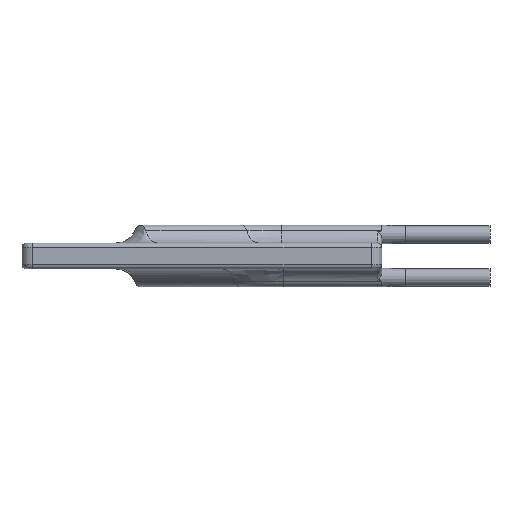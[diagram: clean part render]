
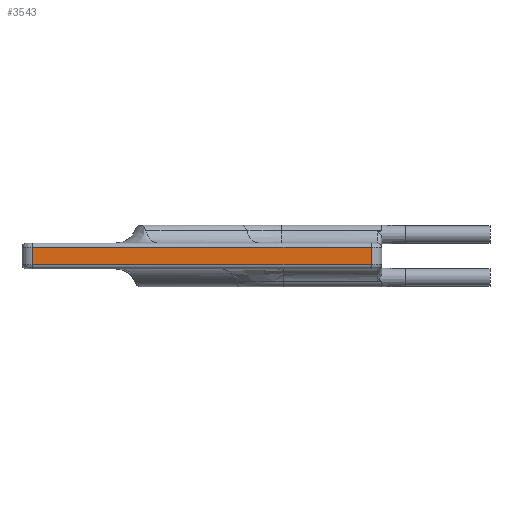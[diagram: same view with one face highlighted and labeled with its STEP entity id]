
A CAD part, left-side view. The second image highlights one B-rep face of the part: STEP entity #3543.
In plain terms, the highlighted planar face has unit normal (-1, 0, 0).
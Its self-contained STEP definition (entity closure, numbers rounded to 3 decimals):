
#232 = CARTESIAN_POINT ( 'NONE',  ( -5.6, 8.005, 0.409 ) ) ;
#498 = FACE_OUTER_BOUND ( 'NONE', #4154, .T. ) ;
#728 = CARTESIAN_POINT ( 'NONE',  ( -5.6, 4.253, -0.409 ) ) ;
#779 = VERTEX_POINT ( 'NONE', #232 ) ;
#906 = DIRECTION ( 'NONE',  ( 0., 1., 0. ) ) ;
#1002 = CARTESIAN_POINT ( 'NONE',  ( -5.6, 8.505, 0. ) ) ;
#1086 = CARTESIAN_POINT ( 'NONE',  ( -5.6, -8.005, -0.409 ) ) ;
#1090 = VECTOR ( 'NONE', #906, 1000. ) ;
#1101 = AXIS2_PLACEMENT_3D ( 'NONE', #1002, #2724, #4475 ) ;
#1179 = LINE ( 'NONE', #728, #2626 ) ;
#1324 = EDGE_CURVE ( 'NONE', #4771, #779, #3058, .T. ) ;
#1356 = CARTESIAN_POINT ( 'NONE',  ( -5.6, -8.005, 0. ) ) ;
#1379 = CARTESIAN_POINT ( 'NONE',  ( -5.6, 8.005, -0.409 ) ) ;
#1607 = CARTESIAN_POINT ( 'NONE',  ( -5.6, 8.005, 0. ) ) ;
#1652 = ORIENTED_EDGE ( 'NONE', *, *, #3723, .T. ) ;
#2025 = DIRECTION ( 'NONE',  ( 0., 1., 0. ) ) ;
#2143 = DIRECTION ( 'NONE',  ( 0., 0., 1. ) ) ;
#2145 = VERTEX_POINT ( 'NONE', #1086 ) ;
#2626 = VECTOR ( 'NONE', #2025, 1000. ) ;
#2724 = DIRECTION ( 'NONE',  ( -1., 0., 0. ) ) ;
#3058 = LINE ( 'NONE', #4800, #1090 ) ;
#3076 = ORIENTED_EDGE ( 'NONE', *, *, #3611, .F. ) ;
#3253 = ORIENTED_EDGE ( 'NONE', *, *, #3829, .F. ) ;
#3291 = CARTESIAN_POINT ( 'NONE',  ( -5.6, -8.005, 0.409 ) ) ;
#3543 = ADVANCED_FACE ( 'NONE', ( #498 ), #4897, .T. ) ;
#3611 = EDGE_CURVE ( 'NONE', #4033, #779, #3774, .T. ) ;
#3630 = VECTOR ( 'NONE', #2143, 1000. ) ;
#3723 = EDGE_CURVE ( 'NONE', #2145, #4771, #4375, .T. ) ;
#3774 = LINE ( 'NONE', #1607, #3813 ) ;
#3813 = VECTOR ( 'NONE', #5480, 1000. ) ;
#3829 = EDGE_CURVE ( 'NONE', #2145, #4033, #1179, .T. ) ;
#4033 = VERTEX_POINT ( 'NONE', #1379 ) ;
#4154 = EDGE_LOOP ( 'NONE', ( #4599, #3076, #3253, #1652 ) ) ;
#4375 = LINE ( 'NONE', #1356, #3630 ) ;
#4475 = DIRECTION ( 'NONE',  ( 0., -1., 0. ) ) ;
#4599 = ORIENTED_EDGE ( 'NONE', *, *, #1324, .T. ) ;
#4771 = VERTEX_POINT ( 'NONE', #3291 ) ;
#4800 = CARTESIAN_POINT ( 'NONE',  ( -5.6, 8.505, 0.409 ) ) ;
#4897 = PLANE ( 'NONE',  #1101 ) ;
#5480 = DIRECTION ( 'NONE',  ( 0., 0., 1. ) ) ;
